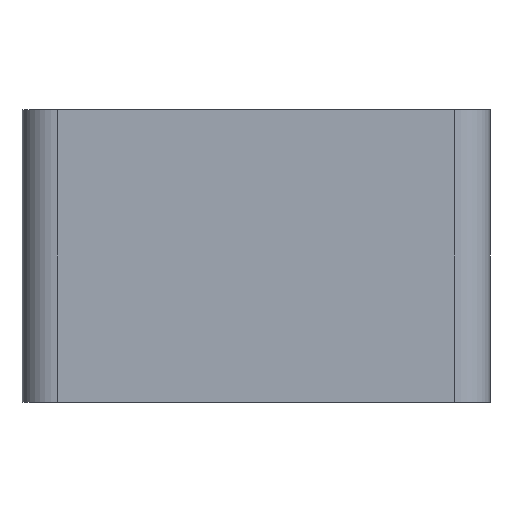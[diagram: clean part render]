
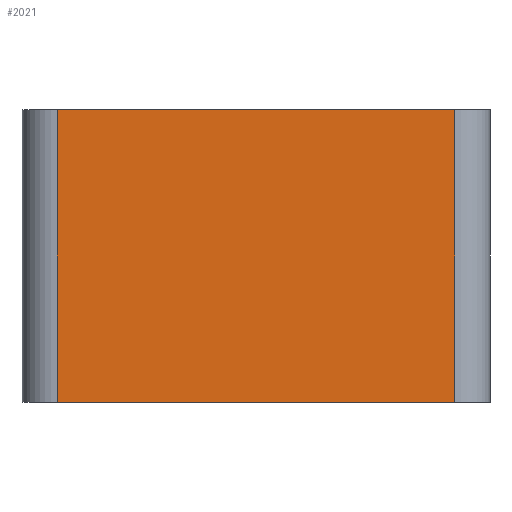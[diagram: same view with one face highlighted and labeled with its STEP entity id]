
A CAD part, left-side view. The second image highlights one B-rep face of the part: STEP entity #2021.
In plain terms, the highlighted planar face has unit normal (-1, 0, 0).
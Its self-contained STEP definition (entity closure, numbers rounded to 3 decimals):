
#1963=CARTESIAN_POINT('',(-20.,-17.,25.0));
#1964=VERTEX_POINT('',#1963);
#1972=CARTESIAN_POINT('',(-20.,-17.,0.0));
#1973=VERTEX_POINT('',#1972);
#1974=CARTESIAN_POINT('',(-20.,-17.,0.0));
#1975=DIRECTION('',(0.0,0.0,1.0));
#1976=VECTOR('',#1975,25.0);
#1977=LINE('',#1974,#1976);
#1978=EDGE_CURVE('',#1973,#1964,#1977,.T.);
#1991=CARTESIAN_POINT('',(-20.,-17.,0.0));
#1992=DIRECTION('',(-1.0,0.0,0.0));
#1993=DIRECTION('',(0.0,0.0,1.0));
#1994=AXIS2_PLACEMENT_3D('',#1991,#1992,#1993);
#1995=PLANE('',#1994);
#1996=CARTESIAN_POINT('',(-20.,17.,25.0));
#1997=VERTEX_POINT('',#1996);
#1998=CARTESIAN_POINT('',(-20.,-17.,25.0));
#1999=DIRECTION('',(0.0,1.0,0.0));
#2000=VECTOR('',#1999,34.);
#2001=LINE('',#1998,#2000);
#2002=EDGE_CURVE('',#1964,#1997,#2001,.T.);
#2003=ORIENTED_EDGE('',*,*,#2002,.T.);
#2004=CARTESIAN_POINT('',(-20.,17.,0.0));
#2005=VERTEX_POINT('',#2004);
#2006=CARTESIAN_POINT('',(-20.,17.,0.0));
#2007=DIRECTION('',(0.0,0.0,1.0));
#2008=VECTOR('',#2007,25.0);
#2009=LINE('',#2006,#2008);
#2010=EDGE_CURVE('',#2005,#1997,#2009,.T.);
#2011=ORIENTED_EDGE('',*,*,#2010,.F.);
#2012=CARTESIAN_POINT('',(-20.,-17.,0.0));
#2013=DIRECTION('',(0.0,1.0,0.0));
#2014=VECTOR('',#2013,34.);
#2015=LINE('',#2012,#2014);
#2016=EDGE_CURVE('',#1973,#2005,#2015,.T.);
#2017=ORIENTED_EDGE('',*,*,#2016,.F.);
#2018=ORIENTED_EDGE('',*,*,#1978,.T.);
#2019=EDGE_LOOP('',(#2003,#2011,#2017,#2018));
#2020=FACE_OUTER_BOUND('',#2019,.T.);
#2021=ADVANCED_FACE('',(#2020),#1995,.T.);
